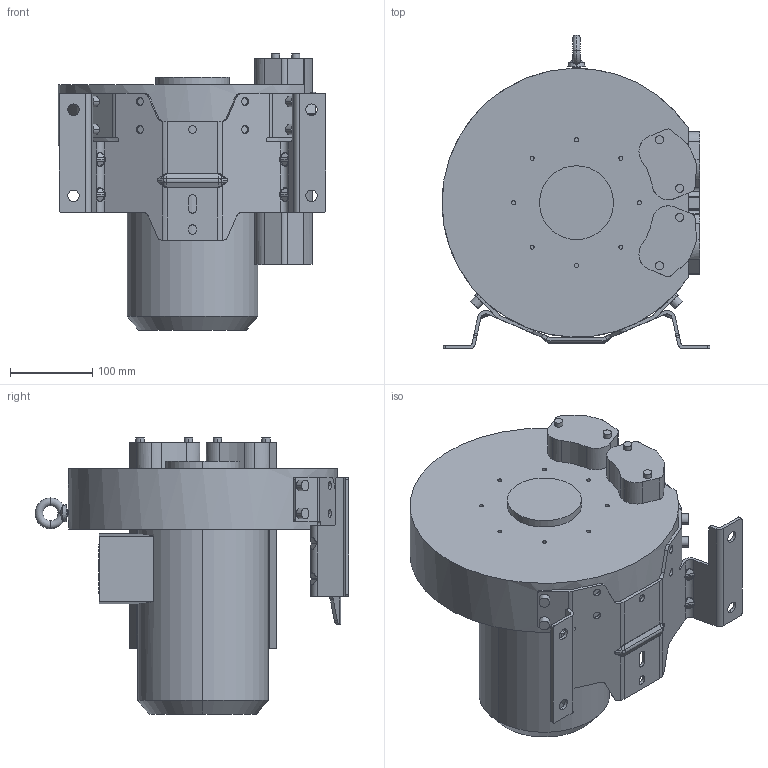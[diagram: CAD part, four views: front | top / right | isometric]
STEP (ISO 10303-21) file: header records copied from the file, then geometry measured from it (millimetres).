
FILE_DESCRIPTION(/* description */ (''),/* implementation_level */ '2;1');
FILE_NAME(/* name */ '4RB310-0AQ46-1-JT-.stp',/* time_stamp */ '2025-07-21T14:24:39+08:00',/* author */ (''),/* organization */ (''),/* preprocessor_version */ 'ST-DEVELOPER v16',/* originating_system */ 'SIEMENS PLM Software NX 10.0',/* authorisation */ '');
FILE_SCHEMA (('AP203_CONFIGURATION_CONTROLLED_3D_DESIGN_OF_MECHANICAL_PARTS_AND_ASSEMBLIES_MIM_LF { 1 0 10303 403 2 1 2}'));
Length unit declared in the file: millimetre
Products named in the file (1): Admi1FF8BDE0qk1t
Bounding box: 326.2 x 382.16 x 336.54 mm (x, y, z)
Volume: 12701661.1 mm3; surface area: 586836.7 mm2
Topology: 1 solids, 1 shells, 521 faces, 1453 edges, 972 vertices
Faces by surface type: cylinder 248, plane 172, bspline 78, torus 10, sphere 7, cone 6
Full cylindrical faces by diameter (mm): 26 x1, 59 x1
Entity records: 22263 total; most frequent: CARTESIAN_POINT 9376, ORIENTED_EDGE 2902, DIRECTION 2412, EDGE_CURVE 1451, VERTEX_POINT 972, AXIS2_PLACEMENT_3D 931, EDGE_LOOP 583, LINE 550
